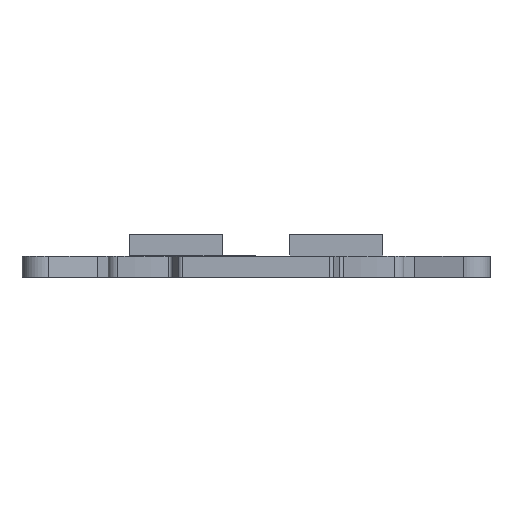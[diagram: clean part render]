
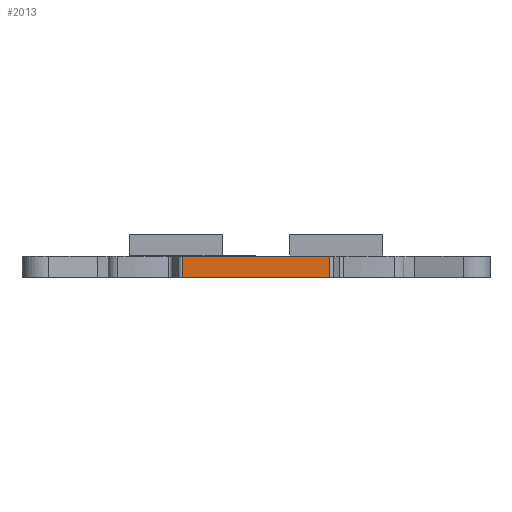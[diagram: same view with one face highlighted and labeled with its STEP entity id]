
A CAD part, front view. The second image highlights one B-rep face of the part: STEP entity #2013.
In plain terms, the highlighted planar face has unit normal (0, -1, 0).
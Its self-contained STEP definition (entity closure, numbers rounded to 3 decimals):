
#125=FACE_OUTER_BOUND('',#237,.T.);
#237=EDGE_LOOP('',(#1399,#1400,#1401,#1402));
#523=LINE('',#3057,#709);
#524=LINE('',#3061,#710);
#525=LINE('',#3063,#711);
#526=LINE('',#3064,#712);
#709=VECTOR('',#2413,10.);
#710=VECTOR('',#2418,10.);
#711=VECTOR('',#2419,10.);
#712=VECTOR('',#2420,10.);
#901=VERTEX_POINT('',#3054);
#902=VERTEX_POINT('',#3056);
#903=VERTEX_POINT('',#3060);
#904=VERTEX_POINT('',#3062);
#1100=EDGE_CURVE('',#902,#901,#523,.T.);
#1102=EDGE_CURVE('',#901,#903,#524,.T.);
#1103=EDGE_CURVE('',#904,#903,#525,.T.);
#1104=EDGE_CURVE('',#904,#902,#526,.T.);
#1399=ORIENTED_EDGE('',*,*,#1102,.T.);
#1400=ORIENTED_EDGE('',*,*,#1103,.F.);
#1401=ORIENTED_EDGE('',*,*,#1104,.T.);
#1402=ORIENTED_EDGE('',*,*,#1100,.T.);
#1952=PLANE('',#2149);
#2013=ADVANCED_FACE('',(#125),#1952,.T.);
#2149=AXIS2_PLACEMENT_3D('',#3059,#2416,#2417);
#2413=DIRECTION('',(0.,0.,1.));
#2416=DIRECTION('center_axis',(0.,-1.,0.));
#2417=DIRECTION('ref_axis',(1.,0.,0.));
#2418=DIRECTION('',(-1.,0.,0.));
#2419=DIRECTION('',(0.,0.,1.));
#2420=DIRECTION('',(1.,0.,0.));
#3054=CARTESIAN_POINT('',(34.96,-140.,10.));
#3056=CARTESIAN_POINT('',(34.96,-140.,0.));
#3057=CARTESIAN_POINT('',(34.96,-140.,60.));
#3059=CARTESIAN_POINT('Origin',(-34.96,-140.,0.));
#3060=CARTESIAN_POINT('',(-34.96,-140.,10.));
#3061=CARTESIAN_POINT('',(-17.48,-140.,10.));
#3062=CARTESIAN_POINT('',(-34.96,-140.,0.));
#3063=CARTESIAN_POINT('',(-34.96,-140.,60.));
#3064=CARTESIAN_POINT('',(-34.96,-140.,0.));
